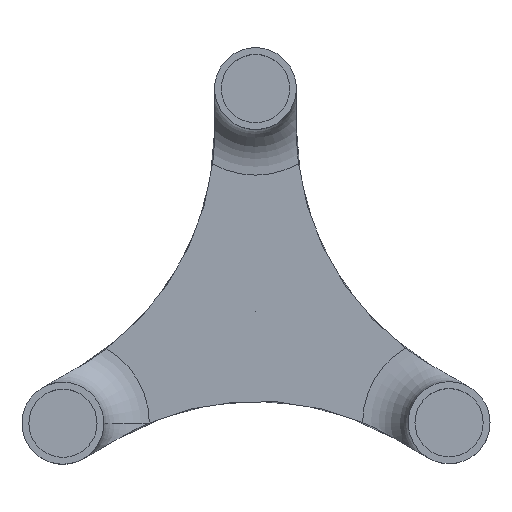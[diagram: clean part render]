
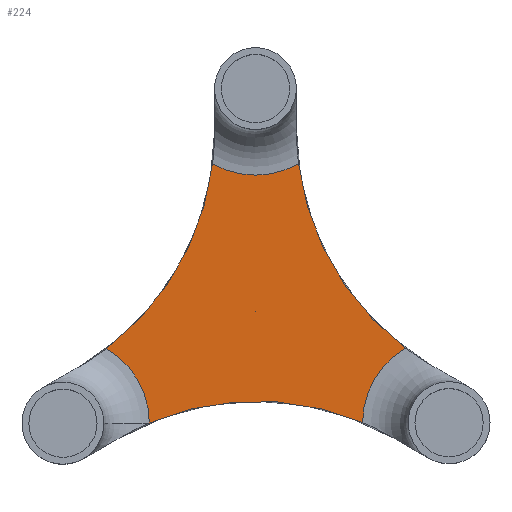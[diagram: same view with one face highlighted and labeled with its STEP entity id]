
A CAD part, top view. The second image highlights one B-rep face of the part: STEP entity #224.
In plain terms, the highlighted planar face has unit normal (0, 0, 1).
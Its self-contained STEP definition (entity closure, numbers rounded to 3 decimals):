
#10 = PLANE ( 'NONE',  #941 ) ;
#11 = ORIENTED_EDGE ( 'NONE', *, *, #288, .F. ) ;
#47 = CARTESIAN_POINT ( 'NONE',  ( -69.074, 39.709, 5. ) ) ;
#77 = AXIS2_PLACEMENT_3D ( 'NONE', #589, #494, #782 ) ;
#80 = DIRECTION ( 'NONE',  ( 1., 0., 0. ) ) ;
#116 = EDGE_CURVE ( 'NONE', #854, #303, #1133, .T. ) ;
#118 = CARTESIAN_POINT ( 'NONE',  ( -0.004, -0.002, 5. ) ) ;
#127 = LINE ( 'NONE', #381, #997 ) ;
#132 = VERTEX_POINT ( 'NONE', #173 ) ;
#170 = ORIENTED_EDGE ( 'NONE', *, *, #1124, .T. ) ;
#173 = CARTESIAN_POINT ( 'NONE',  ( 32.906, -8.02, 5. ) ) ;
#183 = ORIENTED_EDGE ( 'NONE', *, *, #116, .T. ) ;
#204 = EDGE_CURVE ( 'NONE', #763, #132, #1117, .T. ) ;
#206 = DIRECTION ( 'NONE',  ( -0.5, -0.866, 0. ) ) ;
#207 = ORIENTED_EDGE ( 'NONE', *, *, #204, .T. ) ;
#214 = ORIENTED_EDGE ( 'NONE', *, *, #777, .F. ) ;
#224 = ADVANCED_FACE ( 'NONE', ( #555, #480 ), #10, .T. ) ;
#261 = CARTESIAN_POINT ( 'NONE',  ( -42.398, -24.564, 5. ) ) ;
#288 = EDGE_CURVE ( 'NONE', #790, #576, #893, .T. ) ;
#292 = AXIS2_PLACEMENT_3D ( 'NONE', #1037, #655, #835 ) ;
#303 = VERTEX_POINT ( 'NONE', #1172 ) ;
#358 = CARTESIAN_POINT ( 'NONE',  ( 0., -0.002, 5. ) ) ;
#364 = DIRECTION ( 'NONE',  ( 1., 0., 0. ) ) ;
#381 = CARTESIAN_POINT ( 'NONE',  ( 0.002, 0.001, 5. ) ) ;
#383 = CIRCLE ( 'NONE', #1019, 19. ) ;
#395 = CARTESIAN_POINT ( 'NONE',  ( -0.002, 0.001, 5. ) ) ;
#480 = FACE_OUTER_BOUND ( 'NONE', #975, .T. ) ;
#491 = ORIENTED_EDGE ( 'NONE', *, *, #794, .F. ) ;
#494 = DIRECTION ( 'NONE',  ( 0., 0., -1. ) ) ;
#498 = EDGE_CURVE ( 'NONE', #854, #769, #859, .T. ) ;
#505 = DIRECTION ( 'NONE',  ( 1., 0., 0. ) ) ;
#515 = DIRECTION ( 'NONE',  ( 1., 0., 0. ) ) ;
#520 = DIRECTION ( 'NONE',  ( 1., 0., 0. ) ) ;
#547 = DIRECTION ( 'NONE',  ( 0., 0., 1. ) ) ;
#555 = FACE_BOUND ( 'NONE', #656, .T. ) ;
#576 = VERTEX_POINT ( 'NONE', #772 ) ;
#589 = CARTESIAN_POINT ( 'NONE',  ( 0.148, -79.674, 5. ) ) ;
#597 = CARTESIAN_POINT ( 'NONE',  ( 0., 0.005, 5. ) ) ;
#609 = AXIS2_PLACEMENT_3D ( 'NONE', #261, #618, #80 ) ;
#618 = DIRECTION ( 'NONE',  ( 0., 0., -1. ) ) ;
#630 = VERTEX_POINT ( 'NONE', #889 ) ;
#655 = DIRECTION ( 'NONE',  ( 0., 0., -1. ) ) ;
#656 = EDGE_LOOP ( 'NONE', ( #214, #11, #491 ) ) ;
#698 = DIRECTION ( 'NONE',  ( 0., 0., -1. ) ) ;
#752 = DIRECTION ( 'NONE',  ( -0.5, 0.866, 0. ) ) ;
#755 = CIRCLE ( 'NONE', #77, 60. ) ;
#760 = VECTOR ( 'NONE', #515, 1000. ) ;
#763 = VERTEX_POINT ( 'NONE', #1029 ) ;
#769 = VERTEX_POINT ( 'NONE', #937 ) ;
#772 = CARTESIAN_POINT ( 'NONE',  ( 0.004, -0.002, 5. ) ) ;
#777 = EDGE_CURVE ( 'NONE', #576, #945, #127, .T. ) ;
#782 = DIRECTION ( 'NONE',  ( 1., 0., 0. ) ) ;
#790 = VERTEX_POINT ( 'NONE', #118 ) ;
#794 = EDGE_CURVE ( 'NONE', #945, #790, #1128, .T. ) ;
#819 = EDGE_CURVE ( 'NONE', #132, #630, #1126, .T. ) ;
#835 = DIRECTION ( 'NONE',  ( 1., 0., 0. ) ) ;
#846 = ORIENTED_EDGE ( 'NONE', *, *, #849, .T. ) ;
#849 = EDGE_CURVE ( 'NONE', #303, #763, #755, .T. ) ;
#854 = VERTEX_POINT ( 'NONE', #1147 ) ;
#859 = CIRCLE ( 'NONE', #1024, 60. ) ;
#871 = VECTOR ( 'NONE', #206, 1000. ) ;
#889 = CARTESIAN_POINT ( 'NONE',  ( 9.389, 32.524, 5. ) ) ;
#893 = LINE ( 'NONE', #358, #760 ) ;
#911 = ORIENTED_EDGE ( 'NONE', *, *, #819, .T. ) ;
#915 = CARTESIAN_POINT ( 'NONE',  ( 0., 0., 5. ) ) ;
#925 = ORIENTED_EDGE ( 'NONE', *, *, #498, .F. ) ;
#937 = CARTESIAN_POINT ( 'NONE',  ( -9.508, 32.507, 5. ) ) ;
#941 = AXIS2_PLACEMENT_3D ( 'NONE', #915, #547, #1022 ) ;
#945 = VERTEX_POINT ( 'NONE', #597 ) ;
#966 = CARTESIAN_POINT ( 'NONE',  ( 42.472, -24.436, 5. ) ) ;
#975 = EDGE_LOOP ( 'NONE', ( #911, #170, #925, #183, #846, #207 ) ) ;
#997 = VECTOR ( 'NONE', #752, 1000. ) ;
#1001 = AXIS2_PLACEMENT_3D ( 'NONE', #966, #1151, #505 ) ;
#1019 = AXIS2_PLACEMENT_3D ( 'NONE', #1187, #698, #364 ) ;
#1022 = DIRECTION ( 'NONE',  ( 1., 0., 0. ) ) ;
#1024 = AXIS2_PLACEMENT_3D ( 'NONE', #47, #1143, #520 ) ;
#1029 = CARTESIAN_POINT ( 'NONE',  ( 23.472, -24.393, 5. ) ) ;
#1037 = CARTESIAN_POINT ( 'NONE',  ( 68.926, 39.965, 5. ) ) ;
#1117 = CIRCLE ( 'NONE', #1001, 19. ) ;
#1124 = EDGE_CURVE ( 'NONE', #630, #769, #383, .T. ) ;
#1126 = CIRCLE ( 'NONE', #292, 60. ) ;
#1128 = LINE ( 'NONE', #395, #871 ) ;
#1133 = CIRCLE ( 'NONE', #609, 19. ) ;
#1143 = DIRECTION ( 'NONE',  ( 0., 0., 1. ) ) ;
#1147 = CARTESIAN_POINT ( 'NONE',  ( -32.862, -8.131, 5. ) ) ;
#1151 = DIRECTION ( 'NONE',  ( 0., 0., -1. ) ) ;
#1172 = CARTESIAN_POINT ( 'NONE',  ( -23.398, -24.488, 5. ) ) ;
#1187 = CARTESIAN_POINT ( 'NONE',  ( -0.074, 49., 5. ) ) ;
